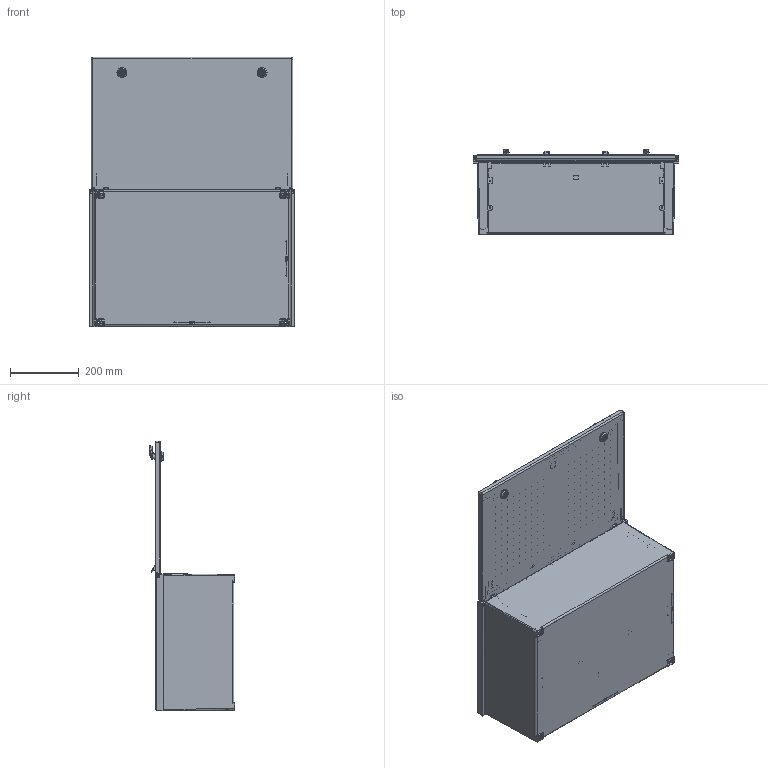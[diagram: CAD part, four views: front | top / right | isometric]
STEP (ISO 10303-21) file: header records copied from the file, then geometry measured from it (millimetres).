
FILE_DESCRIPTION((''),'2;1');
FILE_NAME('ETI_CAB_64_ASM','2019-02-01T',('Marketing.praksa'),('Audax d.o.o.'),'CREO PARAMETRIC BY PTC INC, 2017480','CREO PARAMETRIC BY PTC INC, 2017480','');
FILE_SCHEMA(('CONFIG_CONTROL_DESIGN'));
Products named in the file (23): CUB-64_1_1; PUB-64-2-MEC_1_1; EJB_1_1_1_2; BC-ETI_1_1; D84-5X12_1_1_1_2; JN-C_1_1_1_2; COJINETE-M22MAL_1_1_1_2; TPDB-ETI_1_1; PMC-APM-2-MAL_1_1_1_2; D7971-8X3-4_1_1_1_2; JN-TORICA_1_1_1_2; CMDB-M22_ASM_1_ASM_1_1_2_ASM; TU-M22_1_1_1_2; JUNTA-ETI-64_1_1; PUB-64_ASM_1_ASM_1_ASM; D97-4X50_1_1_1_2; TACO_1_1_1_2; LLD-10_1_1_1_2; D84-6X10_1_1_1_2; BO-ETI_ASM_1_ASM_1_ASM; ETI-64_ASM_1_ASM_1_ASM; ETI_BRES_64_ASM_1_ASM; ETI_CAB_64_ASM
Assembly tree (37 placements, depth 6):
  ETI_CAB_64_ASM
    ETI_BRES_64_ASM_1_ASM
      ETI-64_ASM_1_ASM_1_ASM
        CUB-64_1_1
        PUB-64_ASM_1_ASM_1_ASM
          PUB-64-2-MEC_1_1
          EJB_1_1_1_2  x2
          BC-ETI_1_1  x2
          D84-5X12_1_1_1_2  x2
          JN-C_1_1_1_2  x2
          CMDB-M22_ASM_1_ASM_1_1_2_ASM  x2
            COJINETE-M22MAL_1_1_1_2
            TPDB-ETI_1_1
            PMC-APM-2-MAL_1_1_1_2
            D7971-8X3-4_1_1_1_2
            JN-TORICA_1_1_1_2
          TU-M22_1_1_1_2  x2
          JUNTA-ETI-64_1_1
        BO-ETI_ASM_1_ASM_1_ASM
          D97-4X50_1_1_1_2  x4
          TACO_1_1_1_2  x4
          LLD-10_1_1_1_2
          D84-6X10_1_1_1_2  x4
Bounding box: 599.97 x 248.2 x 787 mm (x, y, z)
Volume: 3325688.4 mm3; surface area: 2149135.6 mm2
Topology: 36 solids, 36 shells, 4631 faces, 11994 edges, 7217 vertices
Faces by surface type: cylinder 1406, plane 1403, cone 724, bspline 605, torus 335, sphere 158
Entity records: 147866 total; most frequent: CARTESIAN_POINT 63894, ORIENTED_EDGE 18162, DIRECTION 16199, EDGE_CURVE 9081, AXIS2_PLACEMENT_3D 6117, VERTEX_POINT 5740, EDGE_LOOP 4075, VECTOR 3965
